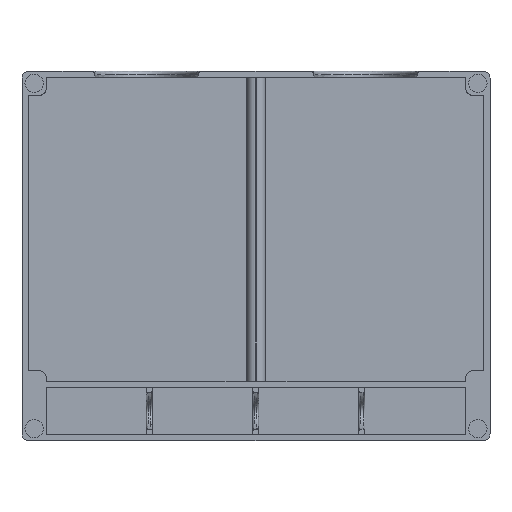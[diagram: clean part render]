
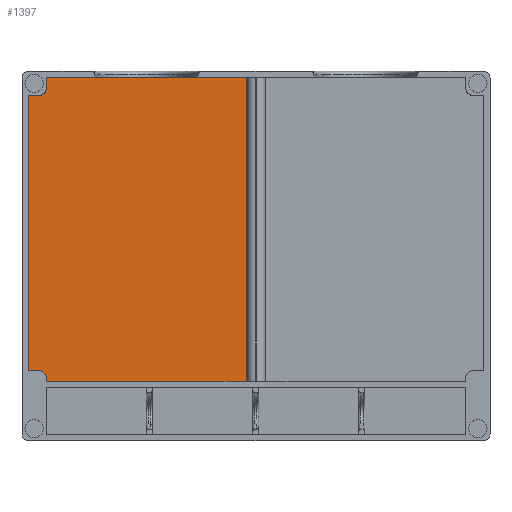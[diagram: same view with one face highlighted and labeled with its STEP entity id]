
A CAD part, top view. The second image highlights one B-rep face of the part: STEP entity #1397.
In plain terms, the highlighted planar face has unit normal (0, 0, 1).
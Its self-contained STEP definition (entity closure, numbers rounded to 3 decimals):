
#27=CIRCLE('',#1448,2.);
#39=CIRCLE('',#1463,2.);
#94=PLANE('',#1499);
#130=LINE('',#2771,#272);
#145=LINE('',#3071,#287);
#174=LINE('',#3147,#316);
#235=LINE('',#3277,#377);
#237=LINE('',#3282,#379);
#239=LINE('',#3285,#381);
#240=LINE('',#3286,#382);
#241=LINE('',#3287,#383);
#272=VECTOR('',#1559,10.);
#287=VECTOR('',#1594,10.);
#316=VECTOR('',#1653,10.);
#377=VECTOR('',#1778,10.);
#379=VECTOR('',#1784,10.);
#381=VECTOR('',#1788,10.);
#382=VECTOR('',#1789,10.);
#383=VECTOR('',#1790,10.);
#454=FACE_OUTER_BOUND('',#534,.T.);
#534=EDGE_LOOP('',(#1238,#1239,#1240,#1241,#1242,#1243,#1244,#1245,#1246,
#1247));
#622=VERTEX_POINT('',#2768);
#623=VERTEX_POINT('',#2770);
#644=VERTEX_POINT('',#3061);
#645=VERTEX_POINT('',#3063);
#647=VERTEX_POINT('',#3069);
#677=VERTEX_POINT('',#3139);
#678=VERTEX_POINT('',#3141);
#679=VERTEX_POINT('',#3145);
#716=VERTEX_POINT('',#3275);
#717=VERTEX_POINT('',#3281);
#768=EDGE_CURVE('',#622,#623,#130,.T.);
#793=EDGE_CURVE('',#644,#645,#27,.F.);
#797=EDGE_CURVE('',#647,#644,#145,.T.);
#835=EDGE_CURVE('',#677,#678,#39,.F.);
#838=EDGE_CURVE('',#677,#679,#174,.T.);
#905=EDGE_CURVE('',#716,#622,#235,.T.);
#907=EDGE_CURVE('',#717,#678,#237,.T.);
#909=EDGE_CURVE('',#623,#679,#239,.T.);
#910=EDGE_CURVE('',#645,#716,#240,.T.);
#911=EDGE_CURVE('',#717,#647,#241,.T.);
#1238=ORIENTED_EDGE('',*,*,#907,.T.);
#1239=ORIENTED_EDGE('',*,*,#835,.F.);
#1240=ORIENTED_EDGE('',*,*,#838,.T.);
#1241=ORIENTED_EDGE('',*,*,#909,.F.);
#1242=ORIENTED_EDGE('',*,*,#768,.F.);
#1243=ORIENTED_EDGE('',*,*,#905,.F.);
#1244=ORIENTED_EDGE('',*,*,#910,.F.);
#1245=ORIENTED_EDGE('',*,*,#793,.F.);
#1246=ORIENTED_EDGE('',*,*,#797,.F.);
#1247=ORIENTED_EDGE('',*,*,#911,.F.);
#1397=ADVANCED_FACE('',(#454),#94,.F.);
#1448=AXIS2_PLACEMENT_3D('',#3064,#1587,#1588);
#1463=AXIS2_PLACEMENT_3D('',#3142,#1647,#1648);
#1499=AXIS2_PLACEMENT_3D('',#3284,#1786,#1787);
#1559=DIRECTION('',(0.,-1.,0.));
#1587=DIRECTION('center_axis',(0.,0.,-1.));
#1588=DIRECTION('ref_axis',(0.707,-0.707,0.));
#1594=DIRECTION('',(1.,0.,0.));
#1647=DIRECTION('center_axis',(0.,0.,-1.));
#1648=DIRECTION('ref_axis',(0.707,0.707,0.));
#1653=DIRECTION('',(0.,-1.,0.));
#1778=DIRECTION('',(1.,0.,0.));
#1784=DIRECTION('',(1.,0.,0.));
#1786=DIRECTION('center_axis',(0.,0.,-1.));
#1787=DIRECTION('ref_axis',(-1.,0.,0.));
#1788=DIRECTION('',(-1.,0.,0.));
#1789=DIRECTION('',(0.,1.,0.));
#1790=DIRECTION('',(0.,1.,0.));
#2768=CARTESIAN_POINT('',(65.,105.25,-26.25));
#2770=CARTESIAN_POINT('',(65.,17.25,-26.25));
#2771=CARTESIAN_POINT('',(65.,17.25,-26.25));
#3061=CARTESIAN_POINT('',(5.,100.,-26.25));
#3063=CARTESIAN_POINT('',(7.,102.,-26.25));
#3064=CARTESIAN_POINT('Origin',(5.,102.,-26.25));
#3069=CARTESIAN_POINT('',(1.75,100.,-26.25));
#3071=CARTESIAN_POINT('',(1.75,100.,-26.25));
#3139=CARTESIAN_POINT('',(7.,18.25,-26.25));
#3141=CARTESIAN_POINT('',(5.,20.25,-26.25));
#3142=CARTESIAN_POINT('Origin',(5.,18.25,-26.25));
#3145=CARTESIAN_POINT('',(7.,17.25,-26.25));
#3147=CARTESIAN_POINT('',(7.,39.25,-26.25));
#3275=CARTESIAN_POINT('',(7.,105.25,-26.25));
#3277=CARTESIAN_POINT('',(65.,105.25,-26.25));
#3281=CARTESIAN_POINT('',(1.75,20.25,-26.25));
#3282=CARTESIAN_POINT('',(20.188,20.25,-26.25));
#3284=CARTESIAN_POINT('Origin',(33.375,61.25,-26.25));
#3285=CARTESIAN_POINT('',(0.,17.25,-26.25));
#3286=CARTESIAN_POINT('',(7.,105.25,-26.25));
#3287=CARTESIAN_POINT('',(1.75,17.25,-26.25));
